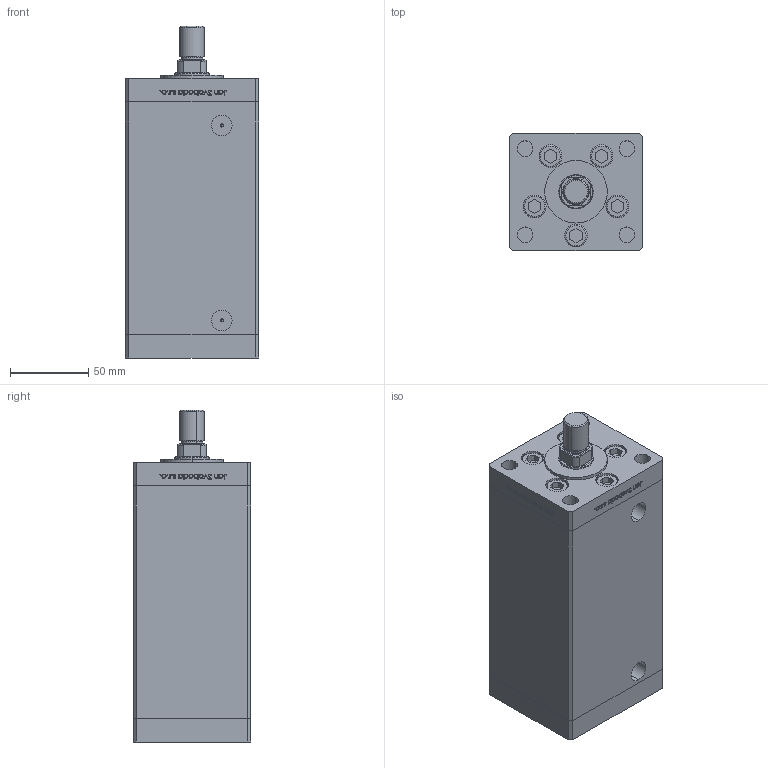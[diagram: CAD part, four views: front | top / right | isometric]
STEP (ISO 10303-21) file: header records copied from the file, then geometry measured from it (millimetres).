
FILE_DESCRIPTION (( 'STEP AP203' ), '1' );
FILE_NAME ('7897.STEP', '2025-06-10T05:34:48', ( '' ), ( '' ), 'SwSTEP 2.0', 'SolidWorks 2019', '' );
FILE_SCHEMA (( 'CONFIG_CONTROL_DESIGN' ));
Length unit declared in the file: millimetre
Products named in the file (7): 7897; V220C_FRONT_B 5e206537d983e5d9a14af9edba54c27a; V220CC_MALE_METRIC 5e206537d983e5d9a14af9edba54c27a; V220C_VC_B 5e206537d983e5d9a14af9edba54c27a; V220C BACK_B 5e206537d983e5d9a14af9edba54c27a; ALLEN BOLT 5e206537d983e5d9a14af9edba54c27a; V220C_B MIDDLE 5e206537d983e5d9a14af9edba54c27a
Assembly tree (15 placements, depth 2):
  7897
    V220C_B MIDDLE 5e206537d983e5d9a14af9edba54c27a
    V220C BACK_B 5e206537d983e5d9a14af9edba54c27a
    V220C_FRONT_B 5e206537d983e5d9a14af9edba54c27a
    V220C_VC_B 5e206537d983e5d9a14af9edba54c27a
    ALLEN BOLT 5e206537d983e5d9a14af9edba54c27a  x10
    V220CC_MALE_METRIC 5e206537d983e5d9a14af9edba54c27a
Bounding box: 85 x 75 x 212 mm (x, y, z)
Volume: 1015959.7 mm3; surface area: 162088 mm2
Topology: 15 solids, 15 shells, 1199 faces, 2989 edges, 1959 vertices
Faces by surface type: bspline 484, plane 468, cylinder 151, cone 50, torus 46
Entity records: 52692 total; most frequent: CARTESIAN_POINT 30309, ORIENTED_EDGE 5146, DIRECTION 2931, EDGE_CURVE 2573, VERTEX_POINT 1707, VECTOR 1329, LINE 1329, EDGE_LOOP 1168
